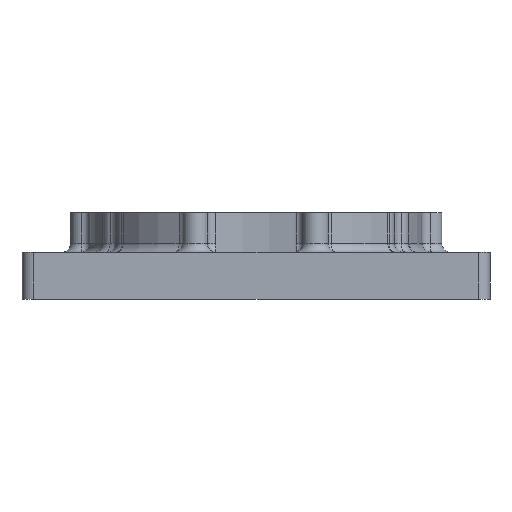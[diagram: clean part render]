
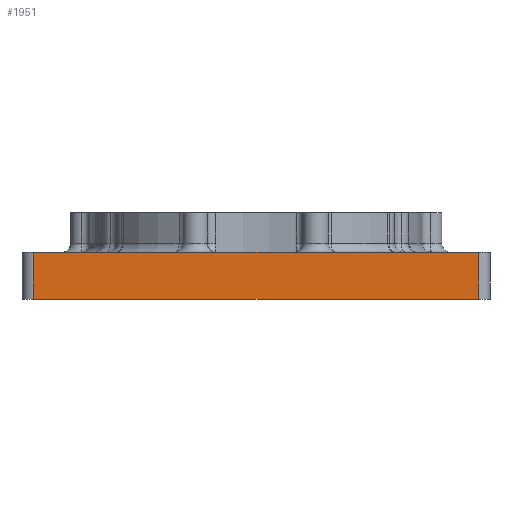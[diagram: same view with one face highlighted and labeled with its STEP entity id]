
A CAD part, left-side view. The second image highlights one B-rep face of the part: STEP entity #1951.
In plain terms, the highlighted planar face has unit normal (-1, 0, 0).
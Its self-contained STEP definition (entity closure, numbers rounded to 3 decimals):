
#59=PLANE('',#2282);
#124=LINE('',#3576,#208);
#132=LINE('',#3598,#216);
#133=LINE('',#3601,#217);
#134=LINE('',#3602,#218);
#208=VECTOR('',#2952,10.);
#216=VECTOR('',#2972,10.);
#217=VECTOR('',#2975,10.);
#218=VECTOR('',#2976,10.);
#434=FACE_OUTER_BOUND('',#581,.T.);
#581=EDGE_LOOP('',(#1741,#1742,#1743,#1744));
#959=VERTEX_POINT('',#3573);
#960=VERTEX_POINT('',#3575);
#968=VERTEX_POINT('',#3596);
#969=VERTEX_POINT('',#3600);
#1225=EDGE_CURVE('',#960,#959,#124,.T.);
#1237=EDGE_CURVE('',#959,#968,#132,.T.);
#1238=EDGE_CURVE('',#969,#968,#133,.T.);
#1239=EDGE_CURVE('',#960,#969,#134,.T.);
#1741=ORIENTED_EDGE('',*,*,#1225,.T.);
#1742=ORIENTED_EDGE('',*,*,#1237,.T.);
#1743=ORIENTED_EDGE('',*,*,#1238,.F.);
#1744=ORIENTED_EDGE('',*,*,#1239,.F.);
#1951=ADVANCED_FACE('',(#434),#59,.T.);
#2282=AXIS2_PLACEMENT_3D('',#3599,#2973,#2974);
#2952=DIRECTION('',(0.,1.,0.));
#2972=DIRECTION('',(0.,0.,-1.));
#2973=DIRECTION('center_axis',(-1.,0.,0.));
#2974=DIRECTION('ref_axis',(0.,1.,0.));
#2975=DIRECTION('',(0.,1.,0.));
#2976=DIRECTION('',(0.,0.,-1.));
#3573=CARTESIAN_POINT('',(-50.,47.483,36.5));
#3575=CARTESIAN_POINT('',(-50.,-47.482,36.5));
#3576=CARTESIAN_POINT('',(-50.,-47.482,36.5));
#3596=CARTESIAN_POINT('',(-50.,47.483,26.5));
#3598=CARTESIAN_POINT('',(-50.,47.483,36.5));
#3599=CARTESIAN_POINT('Origin',(-50.,-47.482,36.5));
#3600=CARTESIAN_POINT('',(-50.,-47.482,26.5));
#3601=CARTESIAN_POINT('',(-50.,-47.482,26.5));
#3602=CARTESIAN_POINT('',(-50.,-47.482,36.5));
